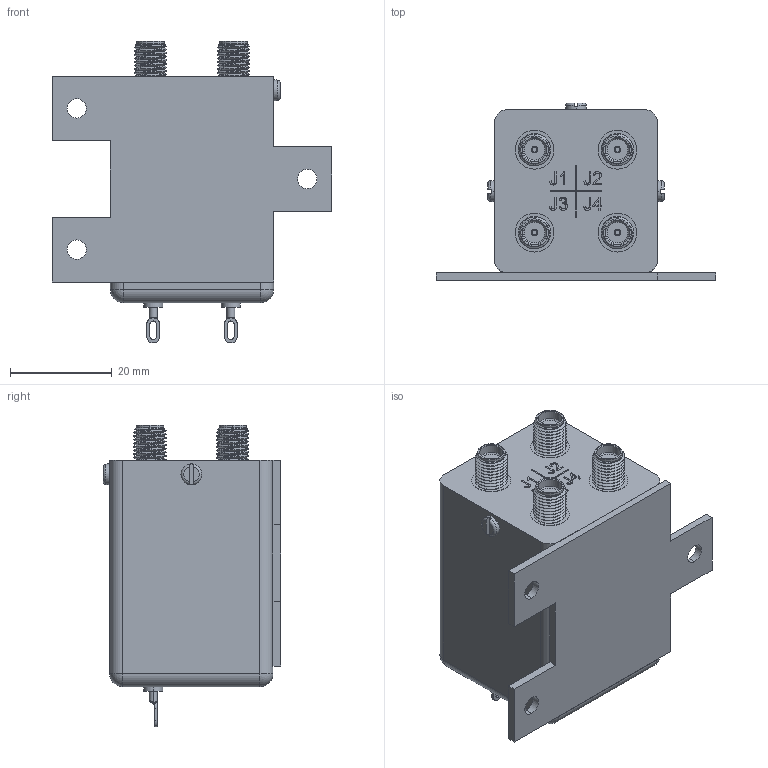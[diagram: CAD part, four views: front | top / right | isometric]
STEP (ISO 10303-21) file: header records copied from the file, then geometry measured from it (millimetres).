
FILE_DESCRIPTION (( 'STEP AP203' ), '1' );
FILE_NAME ('PE71S6433.step', '2020-10-16T22:31:12', ( '' ), ( '' ), 'SwSTEP 2.0', 'SolidWorks 2018', '' );
FILE_SCHEMA (( 'CONFIG_CONTROL_DESIGN' ));
Length unit declared in the file: inch
Products named in the file (1): PE71S6433
Bounding box: 54.86 x 34.8 x 59.18 mm (x, y, z)
Volume: 48388.4 mm3; surface area: 12332.7 mm2
Topology: 2 solids, 2 shells, 719 faces, 1933 edges, 1268 vertices
Faces by surface type: plane 377, cylinder 162, bspline 130, cone 40, torus 6, sphere 4
Entity records: 32364 total; most frequent: CARTESIAN_POINT 15515, ORIENTED_EDGE 3850, DIRECTION 2909, EDGE_CURVE 1925, VERTEX_POINT 1268, LINE 1185, VECTOR 1185, AXIS2_PLACEMENT_3D 862
